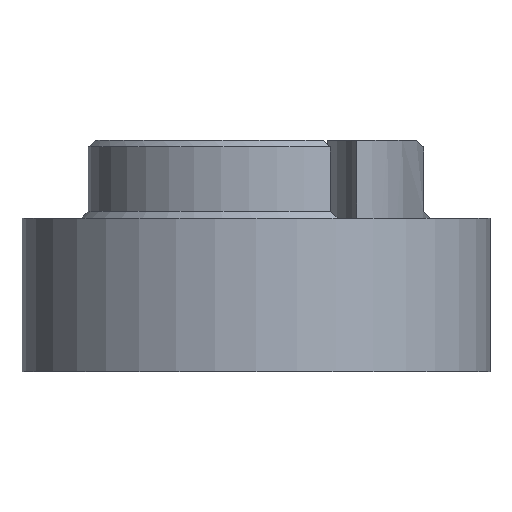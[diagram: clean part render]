
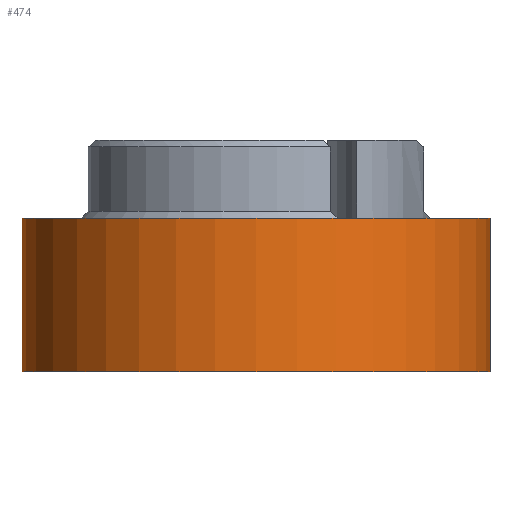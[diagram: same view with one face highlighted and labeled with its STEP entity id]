
A CAD part, front view. The second image highlights one B-rep face of the part: STEP entity #474.
In plain terms, the highlighted cylindrical face has radius 6.9 mm (diameter 13.8 mm), a full revolution.
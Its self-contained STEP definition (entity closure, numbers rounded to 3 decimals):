
#41=LINE('',#915,#56);
#56=VECTOR('',#694,6.9);
#65=CYLINDRICAL_SURFACE('',#557,6.9);
#90=FACE_OUTER_BOUND('',#119,.T.);
#119=EDGE_LOOP('',(#433,#434,#435,#436));
#156=CIRCLE('',#556,6.9);
#157=CIRCLE('',#558,6.9);
#225=VERTEX_POINT('',#911);
#226=VERTEX_POINT('',#914);
#295=EDGE_CURVE('',#225,#225,#156,.T.);
#296=EDGE_CURVE('',#225,#226,#41,.T.);
#297=EDGE_CURVE('',#226,#226,#157,.T.);
#433=ORIENTED_EDGE('',*,*,#295,.F.);
#434=ORIENTED_EDGE('',*,*,#296,.T.);
#435=ORIENTED_EDGE('',*,*,#297,.T.);
#436=ORIENTED_EDGE('',*,*,#296,.F.);
#474=ADVANCED_FACE('',(#90),#65,.T.);
#556=AXIS2_PLACEMENT_3D('',#912,#690,#691);
#557=AXIS2_PLACEMENT_3D('',#913,#692,#693);
#558=AXIS2_PLACEMENT_3D('',#916,#695,#696);
#690=DIRECTION('center_axis',(0.,0.,1.));
#691=DIRECTION('ref_axis',(1.,0.,0.));
#692=DIRECTION('center_axis',(0.,0.,1.));
#693=DIRECTION('ref_axis',(1.,0.,0.));
#694=DIRECTION('',(0.,0.,-1.));
#695=DIRECTION('center_axis',(0.,0.,1.));
#696=DIRECTION('ref_axis',(1.,0.,0.));
#911=CARTESIAN_POINT('',(-6.9,0.,4.53));
#912=CARTESIAN_POINT('Origin',(0.,0.,4.53));
#913=CARTESIAN_POINT('Origin',(0.,0.,0.));
#914=CARTESIAN_POINT('',(-6.9,0.,0.));
#915=CARTESIAN_POINT('',(-6.9,0.,0.));
#916=CARTESIAN_POINT('Origin',(0.,0.,0.));
